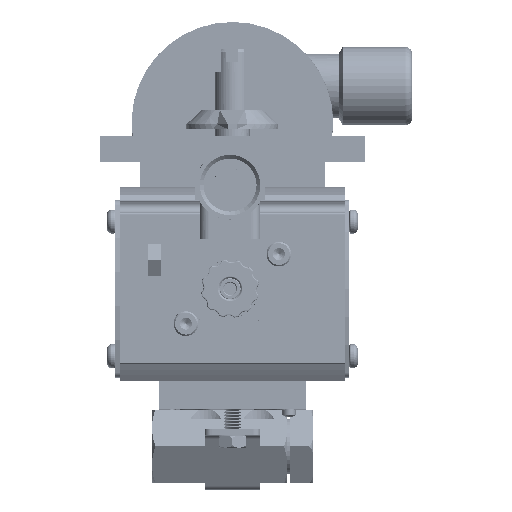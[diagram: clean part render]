
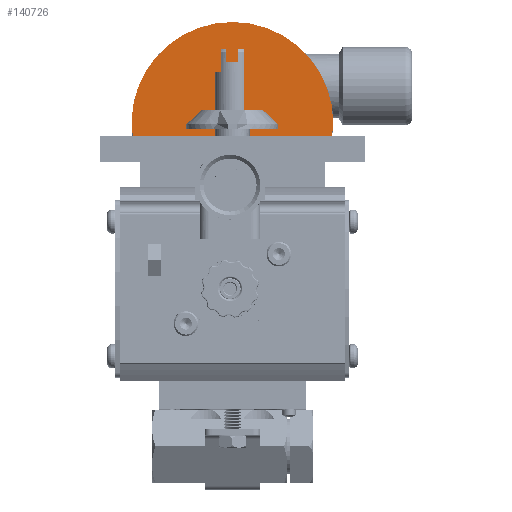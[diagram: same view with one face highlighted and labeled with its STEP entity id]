
A CAD part, top view. The second image highlights one B-rep face of the part: STEP entity #140726.
In plain terms, the highlighted planar face has unit normal (0, 0, 1).
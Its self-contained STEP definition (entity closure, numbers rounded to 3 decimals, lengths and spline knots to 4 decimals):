
#5027 = CIRCLE ( 'NONE', #144797, 0.2478 ) ;
#10762 = CARTESIAN_POINT ( 'NONE',  ( -1.367, 4.391, -1.29 ) ) ;
#12125 = EDGE_CURVE ( 'NONE', #135579, #102406, #105743, .T. ) ;
#12817 = ORIENTED_EDGE ( 'NONE', *, *, #202494, .F. ) ;
#18342 = AXIS2_PLACEMENT_3D ( 'NONE', #80499, #199470, #97576 ) ;
#20829 = CIRCLE ( 'NONE', #82934, 0.2478 ) ;
#26897 = ORIENTED_EDGE ( 'NONE', *, *, #128764, .F. ) ;
#37357 = VERTEX_POINT ( 'NONE', #10762 ) ;
#39724 = AXIS2_PLACEMENT_3D ( 'NONE', #215667, #182088, #80281 ) ;
#51015 = VERTEX_POINT ( 'NONE', #118022 ) ;
#53174 = CARTESIAN_POINT ( 'NONE',  ( 1.368, 4.391, -1.29 ) ) ;
#59775 = CIRCLE ( 'NONE', #18342, 1.3675 ) ;
#62520 = CARTESIAN_POINT ( 'NONE',  ( -0.3435, 3.861, -1.29 ) ) ;
#63371 = CARTESIAN_POINT ( 'NONE',  ( 0.0005, 4.391, -1.29 ) ) ;
#76218 = DIRECTION ( 'NONE',  ( 0., 0., 1. ) ) ;
#78849 = VERTEX_POINT ( 'NONE', #53174 ) ;
#79636 = DIRECTION ( 'NONE',  ( 1., 0., 0. ) ) ;
#80281 = DIRECTION ( 'NONE',  ( 1., 0., 0. ) ) ;
#80499 = CARTESIAN_POINT ( 'NONE',  ( 0.0005, 4.391, -1.29 ) ) ;
#80553 = DIRECTION ( 'NONE',  ( 1., 0., 0. ) ) ;
#82934 = AXIS2_PLACEMENT_3D ( 'NONE', #62520, #181456, #79636 ) ;
#84842 = CARTESIAN_POINT ( 'NONE',  ( 0.3435, 3.861, -1.29 ) ) ;
#88628 = EDGE_LOOP ( 'NONE', ( #12817, #180911 ) ) ;
#88764 = ORIENTED_EDGE ( 'NONE', *, *, #139765, .F. ) ;
#93913 = CARTESIAN_POINT ( 'NONE',  ( -0.3435, 3.861, -1.29 ) ) ;
#94250 = EDGE_LOOP ( 'NONE', ( #26897, #88764 ) ) ;
#95803 = AXIS2_PLACEMENT_3D ( 'NONE', #93913, #212910, #110936 ) ;
#97576 = DIRECTION ( 'NONE',  ( 1., 0., 0. ) ) ;
#100051 = VERTEX_POINT ( 'NONE', #147751 ) ;
#101930 = DIRECTION ( 'NONE',  ( 1., 0., 0. ) ) ;
#102243 = AXIS2_PLACEMENT_3D ( 'NONE', #84842, #203863, #101930 ) ;
#102406 = VERTEX_POINT ( 'NONE', #168286 ) ;
#102429 = CARTESIAN_POINT ( 'NONE',  ( -0.0958, 3.861, -1.29 ) ) ;
#105743 = CIRCLE ( 'NONE', #95803, 0.2478 ) ;
#106972 = EDGE_LOOP ( 'NONE', ( #198037, #172206 ) ) ;
#110936 = DIRECTION ( 'NONE',  ( 1., 0., 0. ) ) ;
#112869 = EDGE_CURVE ( 'NONE', #78849, #37357, #133805, .T. ) ;
#113728 = FACE_BOUND ( 'NONE', #94250, .T. ) ;
#118022 = CARTESIAN_POINT ( 'NONE',  ( 0.5912, 3.861, -1.29 ) ) ;
#119977 = EDGE_CURVE ( 'NONE', #102406, #135579, #20829, .T. ) ;
#128764 = EDGE_CURVE ( 'NONE', #51015, #100051, #167234, .T. ) ;
#133805 = CIRCLE ( 'NONE', #201876, 1.3675 ) ;
#135579 = VERTEX_POINT ( 'NONE', #102429 ) ;
#139765 = EDGE_CURVE ( 'NONE', #100051, #51015, #5027, .T. ) ;
#140726 = ADVANCED_FACE ( 'NONE', ( #158928, #113728, #153558 ), #164948, .F. ) ;
#144797 = AXIS2_PLACEMENT_3D ( 'NONE', #178034, #76218, #195225 ) ;
#147751 = CARTESIAN_POINT ( 'NONE',  ( 0.0957, 3.861, -1.29 ) ) ;
#153558 = FACE_BOUND ( 'NONE', #106972, .T. ) ;
#158928 = FACE_OUTER_BOUND ( 'NONE', #88628, .T. ) ;
#164948 = PLANE ( 'NONE',  #39724 ) ;
#167234 = CIRCLE ( 'NONE', #102243, 0.2478 ) ;
#168286 = CARTESIAN_POINT ( 'NONE',  ( -0.5913, 3.861, -1.29 ) ) ;
#172206 = ORIENTED_EDGE ( 'NONE', *, *, #119977, .F. ) ;
#178034 = CARTESIAN_POINT ( 'NONE',  ( 0.3435, 3.861, -1.29 ) ) ;
#180911 = ORIENTED_EDGE ( 'NONE', *, *, #112869, .F. ) ;
#181456 = DIRECTION ( 'NONE',  ( 0., 0., 1. ) ) ;
#182088 = DIRECTION ( 'NONE',  ( 0., 0., -1. ) ) ;
#182367 = DIRECTION ( 'NONE',  ( 0., 0., -1. ) ) ;
#195225 = DIRECTION ( 'NONE',  ( 1., 0., 0. ) ) ;
#198037 = ORIENTED_EDGE ( 'NONE', *, *, #12125, .F. ) ;
#199470 = DIRECTION ( 'NONE',  ( 0., 0., -1. ) ) ;
#201876 = AXIS2_PLACEMENT_3D ( 'NONE', #63371, #182367, #80553 ) ;
#202494 = EDGE_CURVE ( 'NONE', #37357, #78849, #59775, .T. ) ;
#203863 = DIRECTION ( 'NONE',  ( 0., 0., 1. ) ) ;
#212910 = DIRECTION ( 'NONE',  ( 0., 0., 1. ) ) ;
#215667 = CARTESIAN_POINT ( 'NONE',  ( 0.0005, 4.391, -1.29 ) ) ;
